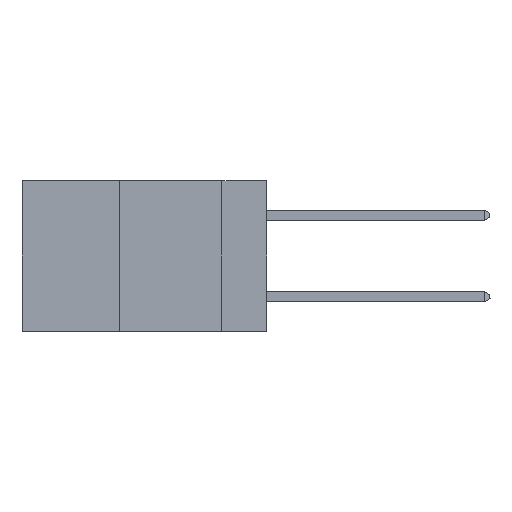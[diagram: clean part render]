
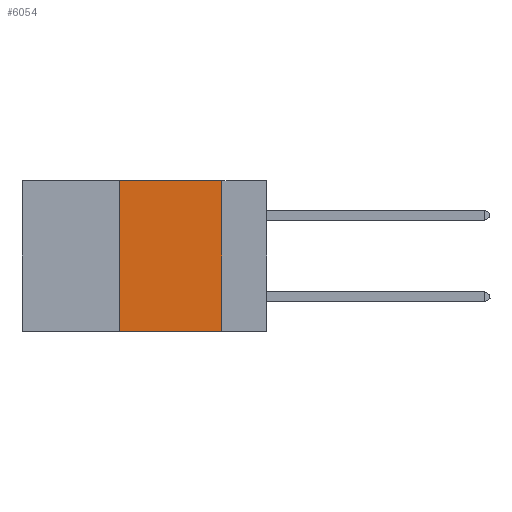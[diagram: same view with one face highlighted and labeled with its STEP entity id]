
A CAD part, left-side view. The second image highlights one B-rep face of the part: STEP entity #6054.
In plain terms, the highlighted planar face has unit normal (-1, 0, 0).
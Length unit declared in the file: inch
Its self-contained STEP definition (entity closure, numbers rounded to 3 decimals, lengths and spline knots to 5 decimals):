
#108 = DIRECTION ( 'NONE',  ( 0., 0., 1. ) ) ;
#179 = VECTOR ( 'NONE', #28148, 39.37008 ) ;
#753 = ORIENTED_EDGE ( 'NONE', *, *, #18499, .T. ) ;
#1307 = FACE_OUTER_BOUND ( 'NONE', #9218, .T. ) ;
#2018 = CARTESIAN_POINT ( 'NONE',  ( 0., 0.36, 0. ) ) ;
#3645 = VERTEX_POINT ( 'NONE', #19509 ) ;
#6054 = ADVANCED_FACE ( 'NONE', ( #1307 ), #20355, .F. ) ;
#6276 = DIRECTION ( 'NONE',  ( 0., -1., 0. ) ) ;
#6322 = CARTESIAN_POINT ( 'NONE',  ( 0., 0.11, 0. ) ) ;
#7302 = VERTEX_POINT ( 'NONE', #2018 ) ;
#7304 = LINE ( 'NONE', #13065, #24125 ) ;
#9218 = EDGE_LOOP ( 'NONE', ( #17972, #9922, #19692, #753 ) ) ;
#9922 = ORIENTED_EDGE ( 'NONE', *, *, #19085, .F. ) ;
#12611 = CARTESIAN_POINT ( 'NONE',  ( 0., 0.6, 0. ) ) ;
#13065 = CARTESIAN_POINT ( 'NONE',  ( 0., 0.36, 0. ) ) ;
#13113 = CARTESIAN_POINT ( 'NONE',  ( 0., 0.6, -0.37 ) ) ;
#13312 = VECTOR ( 'NONE', #6276, 39.37008 ) ;
#15890 = EDGE_CURVE ( 'NONE', #23158, #7302, #7304, .T. ) ;
#17972 = ORIENTED_EDGE ( 'NONE', *, *, #19996, .F. ) ;
#17991 = LINE ( 'NONE', #6322, #179 ) ;
#18444 = LINE ( 'NONE', #12611, #13312 ) ;
#18499 = EDGE_CURVE ( 'NONE', #23158, #3645, #21225, .T. ) ;
#19085 = EDGE_CURVE ( 'NONE', #7302, #24505, #18444, .T. ) ;
#19509 = CARTESIAN_POINT ( 'NONE',  ( 0., 0.11, -0.37 ) ) ;
#19692 = ORIENTED_EDGE ( 'NONE', *, *, #15890, .F. ) ;
#19996 = EDGE_CURVE ( 'NONE', #24505, #3645, #17991, .T. ) ;
#20355 = PLANE ( 'NONE',  #25860 ) ;
#20429 = CARTESIAN_POINT ( 'NONE',  ( 0., 0.36, -0.37 ) ) ;
#20729 = CARTESIAN_POINT ( 'NONE',  ( 0., 0.6, 0. ) ) ;
#21225 = LINE ( 'NONE', #13113, #24685 ) ;
#22685 = DIRECTION ( 'NONE',  ( 1., 0., 0. ) ) ;
#23158 = VERTEX_POINT ( 'NONE', #20429 ) ;
#23769 = DIRECTION ( 'NONE',  ( 0., -1., 0. ) ) ;
#24125 = VECTOR ( 'NONE', #108, 39.37008 ) ;
#24505 = VERTEX_POINT ( 'NONE', #24893 ) ;
#24685 = VECTOR ( 'NONE', #23769, 39.37008 ) ;
#24884 = DIRECTION ( 'NONE',  ( 0., 0., -1. ) ) ;
#24893 = CARTESIAN_POINT ( 'NONE',  ( 0., 0.11, 0. ) ) ;
#25860 = AXIS2_PLACEMENT_3D ( 'NONE', #20729, #22685, #24884 ) ;
#28148 = DIRECTION ( 'NONE',  ( 0., 0., -1. ) ) ;
